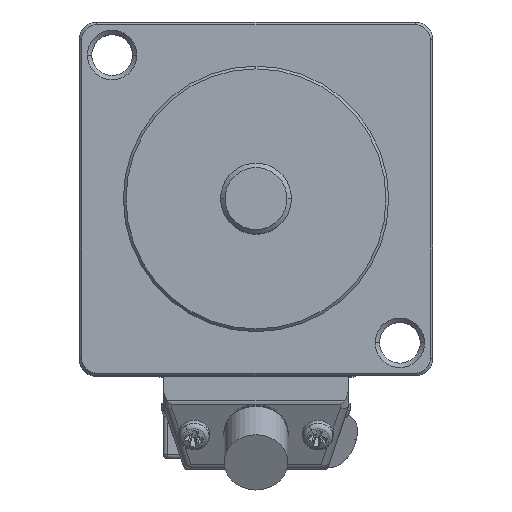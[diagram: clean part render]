
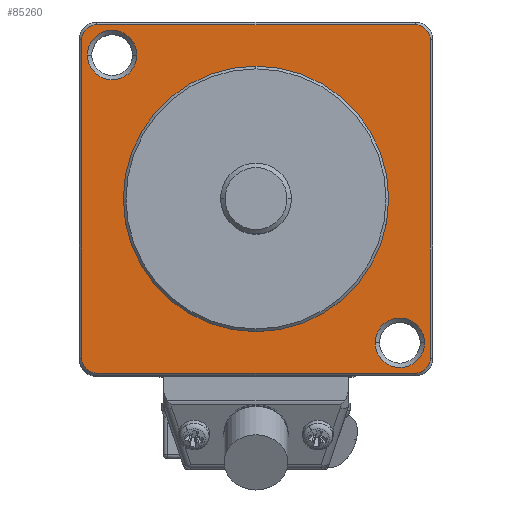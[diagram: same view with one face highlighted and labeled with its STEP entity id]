
A CAD part, top view. The second image highlights one B-rep face of the part: STEP entity #85260.
In plain terms, the highlighted planar face has unit normal (0, 0, 1).
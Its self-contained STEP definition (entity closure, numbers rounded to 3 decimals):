
#81560=CARTESIAN_POINT('',(-15.,0.,33.5));
#81570=VERTEX_POINT('',#81560);
#81600=CARTESIAN_POINT('',(0.,0.,
33.5));
#81610=DIRECTION('',(0.,0.,1.));
#81620=DIRECTION('',(1.,0.,0.));
#81630=AXIS2_PLACEMENT_3D('',#81600,#81610,#81620);
#81640=CIRCLE('',#81630,15.);
#81650=CARTESIAN_POINT('',(15.,0.,33.5));
#81660=VERTEX_POINT('',#81650);
#81670=EDGE_CURVE('',#81660,#81570,#81640,.T.);
#84020=CARTESIAN_POINT('',(13.463,-16.263,33.5));
#84030=VERTEX_POINT('',#84020);
#84060=CARTESIAN_POINT('',(16.263,-16.263,33.5));
#84070=DIRECTION('',(0.,0.,1.));
#84080=DIRECTION('',(1.,0.,0.));
#84090=AXIS2_PLACEMENT_3D('',#84060,#84070,#84080);
#84100=CIRCLE('',#84090,2.8);
#84110=CARTESIAN_POINT('',(19.063,-16.263,33.5));
#84120=VERTEX_POINT('',#84110);
#84130=EDGE_CURVE('',#84120,#84030,#84100,.T.);
#84260=CARTESIAN_POINT('',(-19.7,-19.7,33.5));
#84270=DIRECTION('',(0.,0.,1.));
#84280=DIRECTION('',(1.,0.,0.));
#84290=AXIS2_PLACEMENT_3D('',#84260,#84270,#84280);
#84300=PLANE('',#84290);
#84310=CARTESIAN_POINT('',(-18.,18.,33.5));
#84320=DIRECTION('',(0.,0.,-1.));
#84330=DIRECTION('',(-1.,0.,0.));
#84340=AXIS2_PLACEMENT_3D('',#84310,#84320,#84330);
#84350=CIRCLE('',#84340,1.7);
#84360=CARTESIAN_POINT('',(-19.7,18.,33.5));
#84370=VERTEX_POINT('',#84360);
#84380=CARTESIAN_POINT('',(-18.,19.7,33.5));
#84390=VERTEX_POINT('',#84380);
#84400=EDGE_CURVE('',#84370,#84390,#84350,.T.);
#84410=ORIENTED_EDGE('',*,*,#84400,.F.);
#84420=CARTESIAN_POINT('',(0.,19.7,33.5));
#84430=DIRECTION('',(1.,0.,0.));
#84440=VECTOR('',#84430,1.);
#84450=LINE('',#84420,#84440);
#84460=CARTESIAN_POINT('',(18.,19.7,33.5));
#84470=VERTEX_POINT('',#84460);
#84480=EDGE_CURVE('',#84390,#84470,#84450,.T.);
#84490=ORIENTED_EDGE('',*,*,#84480,.F.);
#84500=CARTESIAN_POINT('',(18.,18.,33.5));
#84510=DIRECTION('',(0.,0.,-1.));
#84520=DIRECTION('',(-1.,0.,0.));
#84530=AXIS2_PLACEMENT_3D('',#84500,#84510,#84520);
#84540=CIRCLE('',#84530,1.7);
#84550=CARTESIAN_POINT('',(19.7,18.,33.5));
#84560=VERTEX_POINT('',#84550);
#84570=EDGE_CURVE('',#84470,#84560,#84540,.T.);
#84580=ORIENTED_EDGE('',*,*,#84570,.F.);
#84590=CARTESIAN_POINT('',(19.7,0.,33.5));
#84600=DIRECTION('',(0.,-1.,0.));
#84610=VECTOR('',#84600,1.);
#84620=LINE('',#84590,#84610);
#84630=CARTESIAN_POINT('',(19.7,-18.,33.5));
#84640=VERTEX_POINT('',#84630);
#84650=EDGE_CURVE('',#84560,#84640,#84620,.T.);
#84660=ORIENTED_EDGE('',*,*,#84650,.F.);
#84670=CARTESIAN_POINT('',(18.,-18.,33.5));
#84680=DIRECTION('',(0.,0.,-1.));
#84690=DIRECTION('',(-1.,0.,0.));
#84700=AXIS2_PLACEMENT_3D('',#84670,#84680,#84690);
#84710=CIRCLE('',#84700,1.7);
#84720=CARTESIAN_POINT('',(18.,-19.7,33.5));
#84730=VERTEX_POINT('',#84720);
#84740=EDGE_CURVE('',#84640,#84730,#84710,.T.);
#84750=ORIENTED_EDGE('',*,*,#84740,.F.);
#84760=CARTESIAN_POINT('',(0.,-19.7,33.5));
#84770=DIRECTION('',(-1.,0.,0.));
#84780=VECTOR('',#84770,1.);
#84790=LINE('',#84760,#84780);
#84800=CARTESIAN_POINT('',(-18.,-19.7,33.5));
#84810=VERTEX_POINT('',#84800);
#84820=EDGE_CURVE('',#84730,#84810,#84790,.T.);
#84830=ORIENTED_EDGE('',*,*,#84820,.F.);
#84840=CARTESIAN_POINT('',(-18.,-18.,33.5));
#84850=DIRECTION('',(0.,0.,-1.));
#84860=DIRECTION('',(-1.,0.,0.));
#84870=AXIS2_PLACEMENT_3D('',#84840,#84850,#84860);
#84880=CIRCLE('',#84870,1.7);
#84890=CARTESIAN_POINT('',(-19.7,-18.,33.5));
#84900=VERTEX_POINT('',#84890);
#84910=EDGE_CURVE('',#84810,#84900,#84880,.T.);
#84920=ORIENTED_EDGE('',*,*,#84910,.F.);
#84930=CARTESIAN_POINT('',(-19.7,0.,33.5));
#84940=DIRECTION('',(0.,1.,0.));
#84950=VECTOR('',#84940,1.);
#84960=LINE('',#84930,#84950);
#84970=EDGE_CURVE('',#84900,#84370,#84960,.T.);
#84980=ORIENTED_EDGE('',*,*,#84970,.F.);
#84990=EDGE_LOOP('',(#84980,#84920,#84830,#84750,#84660,#84580,#84490,
#84410));
#85000=FACE_OUTER_BOUND('',#84990,.T.);
#85010=EDGE_CURVE('',#81570,#81660,#81640,.T.);
#85020=ORIENTED_EDGE('',*,*,#85010,.F.);
#85030=ORIENTED_EDGE('',*,*,#81670,.F.);
#85040=EDGE_LOOP('',(#85030,#85020));
#85050=FACE_BOUND('',#85040,.T.);
#85060=CARTESIAN_POINT('',(-16.263,16.263,33.5));
#85070=DIRECTION('',(0.,0.,1.));
#85080=DIRECTION('',(1.,0.,0.));
#85090=AXIS2_PLACEMENT_3D('',#85060,#85070,#85080);
#85100=CIRCLE('',#85090,2.8);
#85110=CARTESIAN_POINT('',(-19.063,16.263,33.5));
#85120=VERTEX_POINT('',#85110);
#85130=CARTESIAN_POINT('',(-13.463,16.263,33.5));
#85140=VERTEX_POINT('',#85130);
#85150=EDGE_CURVE('',#85120,#85140,#85100,.T.);
#85160=ORIENTED_EDGE('',*,*,#85150,.F.);
#85170=EDGE_CURVE('',#85140,#85120,#85100,.T.);
#85180=ORIENTED_EDGE('',*,*,#85170,.F.);
#85190=EDGE_LOOP('',(#85180,#85160));
#85200=FACE_BOUND('',#85190,.T.);
#85210=EDGE_CURVE('',#84030,#84120,#84100,.T.);
#85220=ORIENTED_EDGE('',*,*,#85210,.F.);
#85230=ORIENTED_EDGE('',*,*,#84130,.F.);
#85240=EDGE_LOOP('',(#85230,#85220));
#85250=FACE_BOUND('',#85240,.T.);
#85260=ADVANCED_FACE('',(#85000,#85050,#85200,#85250),#84300,.T.);
